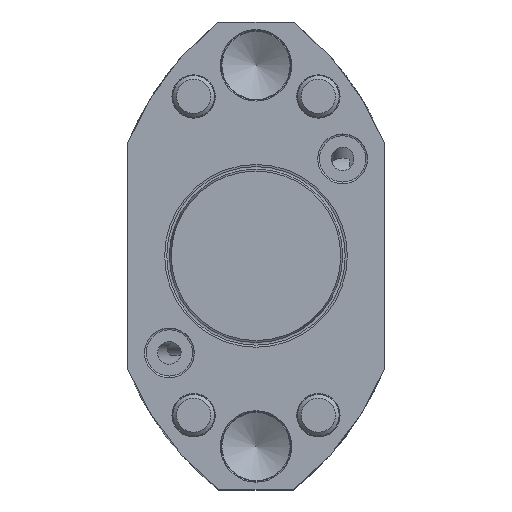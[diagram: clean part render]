
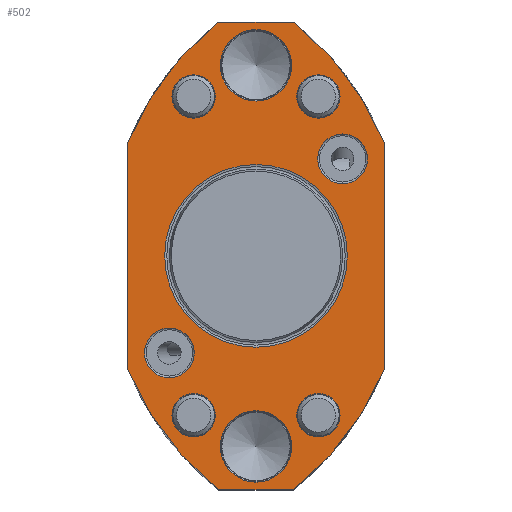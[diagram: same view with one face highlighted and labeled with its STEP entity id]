
A CAD part, top view. The second image highlights one B-rep face of the part: STEP entity #502.
In plain terms, the highlighted planar face has unit normal (0, 0, 1).
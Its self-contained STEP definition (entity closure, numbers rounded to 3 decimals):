
#502=ADVANCED_FACE('',(#998,#999,#1000,#1001,#1002,#1003,#1004,#1005,#1006,
#1007),#696,.F.);
#696=PLANE('',#3283);
#770=LINE('',#8391,#859);
#772=LINE('',#8395,#861);
#776=LINE('',#8406,#865);
#784=LINE('',#8453,#873);
#859=VECTOR('',#3719,1.);
#861=VECTOR('',#3723,1.);
#865=VECTOR('',#3731,1.);
#873=VECTOR('',#3741,1.);
#998=FACE_BOUND('',#1249,.T.);
#999=FACE_BOUND('',#1250,.T.);
#1000=FACE_BOUND('',#1251,.T.);
#1001=FACE_BOUND('',#1252,.T.);
#1002=FACE_BOUND('',#1253,.T.);
#1003=FACE_BOUND('',#1254,.T.);
#1004=FACE_BOUND('',#1255,.T.);
#1005=FACE_BOUND('',#1256,.T.);
#1006=FACE_BOUND('',#1257,.T.);
#1007=FACE_BOUND('',#1258,.T.);
#1249=EDGE_LOOP('',(#1732));
#1250=EDGE_LOOP('',(#1733));
#1251=EDGE_LOOP('',(#1734));
#1252=EDGE_LOOP('',(#1735));
#1253=EDGE_LOOP('',(#1736));
#1254=EDGE_LOOP('',(#1737));
#1255=EDGE_LOOP('',(#1738));
#1256=EDGE_LOOP('',(#1739));
#1257=EDGE_LOOP('',(#1740));
#1258=EDGE_LOOP('',(#1741,#1742,#1743,#1744,#1745,#1746,#1747,#1748));
#1732=ORIENTED_EDGE('',*,*,#2592,.T.);
#1733=ORIENTED_EDGE('',*,*,#2590,.T.);
#1734=ORIENTED_EDGE('',*,*,#2608,.T.);
#1735=ORIENTED_EDGE('',*,*,#2610,.T.);
#1736=ORIENTED_EDGE('',*,*,#2731,.T.);
#1737=ORIENTED_EDGE('',*,*,#2732,.T.);
#1738=ORIENTED_EDGE('',*,*,#2733,.T.);
#1739=ORIENTED_EDGE('',*,*,#2734,.T.);
#1740=ORIENTED_EDGE('',*,*,#2735,.T.);
#1741=ORIENTED_EDGE('',*,*,#2715,.F.);
#1742=ORIENTED_EDGE('',*,*,#2669,.T.);
#1743=ORIENTED_EDGE('',*,*,#2719,.F.);
#1744=ORIENTED_EDGE('',*,*,#2688,.T.);
#1745=ORIENTED_EDGE('',*,*,#2722,.F.);
#1746=ORIENTED_EDGE('',*,*,#2671,.F.);
#1747=ORIENTED_EDGE('',*,*,#2725,.F.);
#1748=ORIENTED_EDGE('',*,*,#2676,.F.);
#2307=VERTEX_POINT('',#4500);
#2309=VERTEX_POINT('',#4505);
#2325=VERTEX_POINT('',#4539);
#2327=VERTEX_POINT('',#4544);
#2374=VERTEX_POINT('',#8388);
#2375=VERTEX_POINT('',#8390);
#2376=VERTEX_POINT('',#8394);
#2377=VERTEX_POINT('',#8396);
#2381=VERTEX_POINT('',#8405);
#2382=VERTEX_POINT('',#8407);
#2386=VERTEX_POINT('',#8430);
#2391=VERTEX_POINT('',#8452);
#2415=VERTEX_POINT('',#14159);
#2416=VERTEX_POINT('',#14161);
#2417=VERTEX_POINT('',#14163);
#2418=VERTEX_POINT('',#14165);
#2419=VERTEX_POINT('',#14167);
#2590=EDGE_CURVE('',#2307,#2307,#2980,.T.);
#2592=EDGE_CURVE('',#2309,#2309,#2982,.T.);
#2608=EDGE_CURVE('',#2325,#2325,#2997,.T.);
#2610=EDGE_CURVE('',#2327,#2327,#2999,.T.);
#2669=EDGE_CURVE('',#2374,#2375,#770,.T.);
#2671=EDGE_CURVE('',#2376,#2377,#772,.T.);
#2676=EDGE_CURVE('',#2381,#2382,#776,.T.);
#2688=EDGE_CURVE('',#2386,#2391,#784,.T.);
#2715=EDGE_CURVE('',#2374,#2381,#3026,.T.);
#2719=EDGE_CURVE('',#2386,#2375,#3027,.T.);
#2722=EDGE_CURVE('',#2377,#2391,#3028,.T.);
#2725=EDGE_CURVE('',#2382,#2376,#3029,.T.);
#2731=EDGE_CURVE('',#2415,#2415,#3034,.T.);
#2732=EDGE_CURVE('',#2416,#2416,#3035,.T.);
#2733=EDGE_CURVE('',#2417,#2417,#3036,.T.);
#2734=EDGE_CURVE('',#2418,#2418,#3037,.T.);
#2735=EDGE_CURVE('',#2419,#2419,#3038,.T.);
#2980=CIRCLE('',#3183,6.25);
#2982=CIRCLE('',#3186,6.25);
#2997=CIRCLE('',#3203,6.25);
#2999=CIRCLE('',#3206,6.25);
#3026=CIRCLE('',#3263,86.);
#3027=CIRCLE('',#3265,86.);
#3028=CIRCLE('',#3267,86.);
#3029=CIRCLE('',#3269,86.);
#3034=CIRCLE('',#3278,26.366);
#3035=CIRCLE('',#3279,7.178);
#3036=CIRCLE('',#3280,7.178);
#3037=CIRCLE('',#3281,10.305);
#3038=CIRCLE('',#3282,10.305);
#3183=AXIS2_PLACEMENT_3D('',#4499,#3605,#3606);
#3186=AXIS2_PLACEMENT_3D('',#4504,#3611,#3612);
#3203=AXIS2_PLACEMENT_3D('',#4538,#3646,#3647);
#3206=AXIS2_PLACEMENT_3D('',#4543,#3652,#3653);
#3263=AXIS2_PLACEMENT_3D('',#14127,#3794,#3795);
#3265=AXIS2_PLACEMENT_3D('',#14136,#3800,#3801);
#3267=AXIS2_PLACEMENT_3D('',#14140,#3806,#3807);
#3269=AXIS2_PLACEMENT_3D('',#14145,#3812,#3813);
#3278=AXIS2_PLACEMENT_3D('',#14158,#3830,#3831);
#3279=AXIS2_PLACEMENT_3D('',#14160,#3832,#3833);
#3280=AXIS2_PLACEMENT_3D('',#14162,#3834,#3835);
#3281=AXIS2_PLACEMENT_3D('',#14164,#3836,#3837);
#3282=AXIS2_PLACEMENT_3D('',#14166,#3838,#3839);
#3283=AXIS2_PLACEMENT_3D('',#14168,#3840,#3841);
#3605=DIRECTION('',(0.,0.,-1.));
#3606=DIRECTION('',(1.,0.,0.));
#3611=DIRECTION('',(0.,0.,-1.));
#3612=DIRECTION('',(1.,0.,0.));
#3646=DIRECTION('',(0.,0.,-1.));
#3647=DIRECTION('',(1.,0.,0.));
#3652=DIRECTION('',(0.,0.,-1.));
#3653=DIRECTION('',(1.,0.,0.));
#3719=DIRECTION('',(1.,0.,0.));
#3723=DIRECTION('',(1.,0.,0.));
#3731=DIRECTION('',(0.,1.,0.));
#3741=DIRECTION('',(0.,1.,0.));
#3794=DIRECTION('',(0.,0.,-1.));
#3795=DIRECTION('',(1.,0.,0.));
#3800=DIRECTION('',(0.,0.,-1.));
#3801=DIRECTION('',(1.,0.,0.));
#3806=DIRECTION('',(0.,0.,-1.));
#3807=DIRECTION('',(1.,0.,0.));
#3812=DIRECTION('',(0.,0.,-1.));
#3813=DIRECTION('',(1.,0.,0.));
#3830=DIRECTION('',(0.,0.,-1.));
#3831=DIRECTION('',(1.,0.,0.));
#3832=DIRECTION('',(0.,0.,-1.));
#3833=DIRECTION('',(1.,0.,0.));
#3834=DIRECTION('',(0.,0.,-1.));
#3835=DIRECTION('',(-1.,0.,0.));
#3836=DIRECTION('',(0.,0.,-1.));
#3837=DIRECTION('',(1.,0.,0.));
#3838=DIRECTION('',(0.,0.,-1.));
#3839=DIRECTION('',(1.,0.,0.));
#3840=DIRECTION('',(0.,0.,-1.));
#3841=DIRECTION('',(-1.,0.,0.));
#4499=CARTESIAN_POINT('',(18.,-46.,0.));
#4500=CARTESIAN_POINT('',(24.25,-46.,0.));
#4504=CARTESIAN_POINT('',(-18.,-46.,0.));
#4505=CARTESIAN_POINT('',(-11.75,-46.,0.));
#4538=CARTESIAN_POINT('',(-18.,46.,0.));
#4539=CARTESIAN_POINT('',(-11.75,46.,0.));
#4543=CARTESIAN_POINT('',(18.,46.,0.));
#4544=CARTESIAN_POINT('',(24.25,46.,0.));
#8388=CARTESIAN_POINT('',(-10.789,-67.5,0.));
#8390=CARTESIAN_POINT('',(10.789,-67.5,0.));
#8391=CARTESIAN_POINT('',(-42.,-67.5,0.));
#8394=CARTESIAN_POINT('',(-10.789,67.5,0.));
#8395=CARTESIAN_POINT('',(-42.,67.5,0.));
#8396=CARTESIAN_POINT('',(10.789,67.5,0.));
#8405=CARTESIAN_POINT('',(-37.,-32.799,0.));
#8406=CARTESIAN_POINT('',(-37.,52.5,0.));
#8407=CARTESIAN_POINT('',(-37.,32.799,0.));
#8430=CARTESIAN_POINT('',(37.,-32.799,0.));
#8452=CARTESIAN_POINT('',(37.,32.799,0.));
#8453=CARTESIAN_POINT('',(37.,52.5,0.));
#14127=CARTESIAN_POINT('',(42.5,0.,0.));
#14136=CARTESIAN_POINT('',(-42.5,0.,0.));
#14140=CARTESIAN_POINT('',(-42.5,0.,0.));
#14145=CARTESIAN_POINT('',(42.5,0.,0.));
#14158=CARTESIAN_POINT('',(0.,0.,0.));
#14159=CARTESIAN_POINT('',(26.366,0.,0.));
#14160=CARTESIAN_POINT('',(-25.,-28.,0.));
#14161=CARTESIAN_POINT('',(-17.823,-28.,0.));
#14162=CARTESIAN_POINT('',(25.,28.,0.));
#14163=CARTESIAN_POINT('',(17.823,28.,0.));
#14164=CARTESIAN_POINT('',(0.,-55.,0.));
#14165=CARTESIAN_POINT('',(10.305,-55.,0.));
#14166=CARTESIAN_POINT('',(0.,55.,0.));
#14167=CARTESIAN_POINT('',(10.305,55.,0.));
#14168=CARTESIAN_POINT('',(0.,0.,0.));
